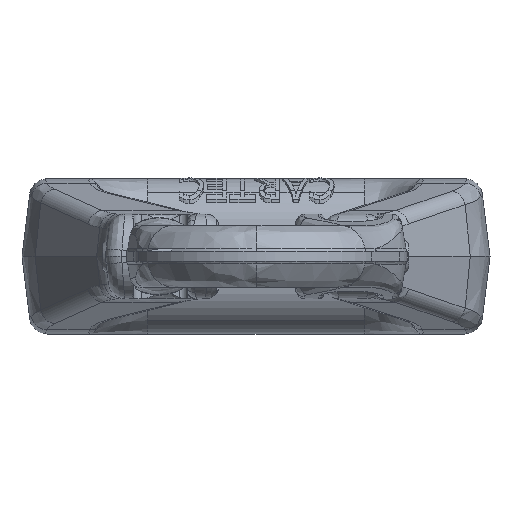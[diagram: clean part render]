
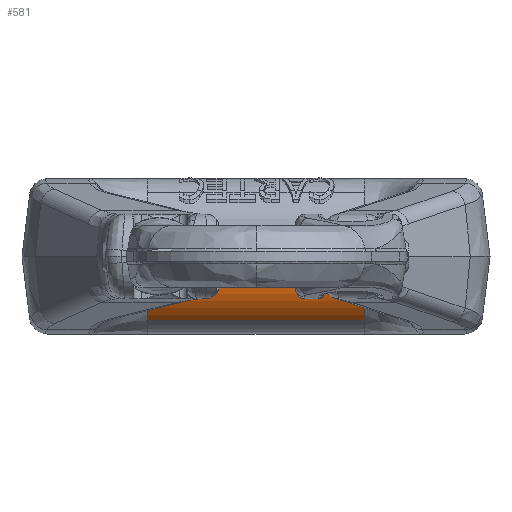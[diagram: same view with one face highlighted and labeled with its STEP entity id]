
A CAD part, front view. The second image highlights one B-rep face of the part: STEP entity #581.
In plain terms, the highlighted cylindrical face has radius 24 mm (diameter 48 mm), a partial arc.
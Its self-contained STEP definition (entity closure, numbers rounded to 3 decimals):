
#581=ADVANCED_FACE('',(#1648),#1649,.T.);
#1648=FACE_OUTER_BOUND('',#3231,.T.);
#1649=CYLINDRICAL_SURFACE('',#3232,24.0);
#3231=EDGE_LOOP('',(#12939,#12940,#12941,#12942));
#3232=AXIS2_PLACEMENT_3D('',#12943,#12944,#12945);
#12939=ORIENTED_EDGE('',*,*,#17087,.F.);
#12940=ORIENTED_EDGE('',*,*,#17088,.F.);
#12941=ORIENTED_EDGE('',*,*,#17089,.F.);
#12942=ORIENTED_EDGE('',*,*,#17090,.T.);
#12943=CARTESIAN_POINT('',(-47.516,138.408,-10.0));
#12944=DIRECTION('',(1.0,0.,0.));
#12945=DIRECTION('',(0.,-0.663,-0.749));
#17087=EDGE_CURVE('',#19045,#19046,#19047,.T.);
#17088=EDGE_CURVE('',#19048,#19045,#19049,.T.);
#17089=EDGE_CURVE('',#19050,#19048,#19051,.T.);
#17090=EDGE_CURVE('',#19050,#19046,#19052,.T.);
#19045=VERTEX_POINT('',#21902);
#19046=VERTEX_POINT('',#21903);
#19047=LINE('',#21904,#21905);
#19048=VERTEX_POINT('',#21906);
#19049=CIRCLE('',#21907,24.0);
#19050=VERTEX_POINT('',#21908);
#19051=LINE('',#21909,#21910);
#19052=CIRCLE('',#21911,24.0);
#21902=CARTESIAN_POINT('',(47.484,122.505,-27.975));
#21903=CARTESIAN_POINT('',(-47.516,122.505,-27.975));
#21904=CARTESIAN_POINT('',(-0.016,122.505,-27.975));
#21905=VECTOR('',#30689,1.0);
#21906=CARTESIAN_POINT('',(47.484,114.587,-12.925));
#21907=AXIS2_PLACEMENT_3D('',#30690,#30691,#30692);
#21908=CARTESIAN_POINT('',(-47.516,114.587,-12.925));
#21909=CARTESIAN_POINT('',(-47.516,114.587,-12.925));
#21910=VECTOR('',#30693,10.0);
#21911=AXIS2_PLACEMENT_3D('',#30694,#30695,#30696);
#30689=DIRECTION('',(-1.0,0.,0.));
#30690=CARTESIAN_POINT('',(47.484,138.408,-10.));
#30691=DIRECTION('',(1.0,0.,0.));
#30692=DIRECTION('',(0.,0.,-1.0));
#30693=DIRECTION('',(1.0,0.,0.0));
#30694=CARTESIAN_POINT('',(-47.516,138.408,-10.));
#30695=DIRECTION('',(1.0,0.,0.));
#30696=DIRECTION('',(0.,0.,-1.0));
